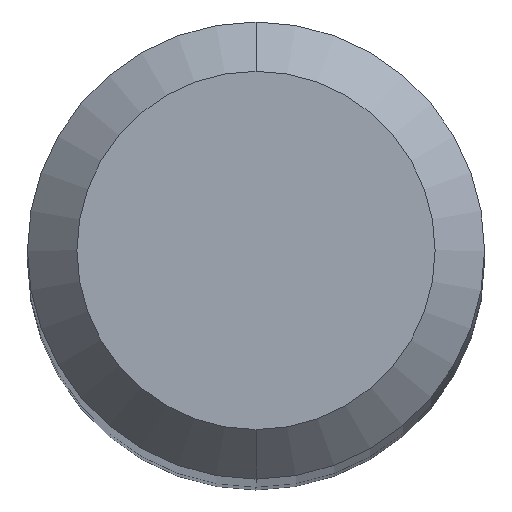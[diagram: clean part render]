
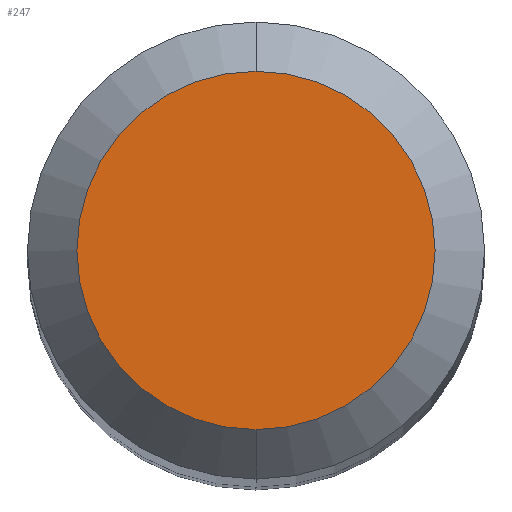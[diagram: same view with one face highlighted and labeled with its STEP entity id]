
A CAD part, top view. The second image highlights one B-rep face of the part: STEP entity #247.
In plain terms, the highlighted planar face has unit normal (0, 0, 1).
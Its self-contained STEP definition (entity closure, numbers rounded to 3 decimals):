
#7 = CARTESIAN_POINT ( 'NONE',  ( 0., 0., 52. ) ) ;
#13 = PLANE ( 'NONE',  #129 ) ;
#33 = DIRECTION ( 'NONE',  ( 0., 0., -1. ) ) ;
#38 = EDGE_CURVE ( 'NONE', #279, #208, #42, .T. ) ;
#41 = CARTESIAN_POINT ( 'NONE',  ( 0., 1.45, 52. ) ) ;
#42 = CIRCLE ( 'NONE', #114, 1.45 ) ;
#54 = DIRECTION ( 'NONE',  ( 0., 0., -1. ) ) ;
#56 = CARTESIAN_POINT ( 'NONE',  ( 0., 0., 52. ) ) ;
#59 = DIRECTION ( 'NONE',  ( 0., 1., 0. ) ) ;
#79 = FACE_OUTER_BOUND ( 'NONE', #210, .T. ) ;
#89 = DIRECTION ( 'NONE',  ( 0., 1., 0. ) ) ;
#114 = AXIS2_PLACEMENT_3D ( 'NONE', #254, #199, #173 ) ;
#129 = AXIS2_PLACEMENT_3D ( 'NONE', #56, #54, #89 ) ;
#158 = CARTESIAN_POINT ( 'NONE',  ( 0., -1.45, 52. ) ) ;
#173 = DIRECTION ( 'NONE',  ( 0., 1., 0. ) ) ;
#177 = ORIENTED_EDGE ( 'NONE', *, *, #38, .F. ) ;
#184 = CIRCLE ( 'NONE', #202, 1.45 ) ;
#199 = DIRECTION ( 'NONE',  ( 0., 0., -1. ) ) ;
#202 = AXIS2_PLACEMENT_3D ( 'NONE', #7, #33, #59 ) ;
#208 = VERTEX_POINT ( 'NONE', #158 ) ;
#210 = EDGE_LOOP ( 'NONE', ( #177, #330 ) ) ;
#247 = ADVANCED_FACE ( 'NONE', ( #79 ), #13, .F. ) ;
#254 = CARTESIAN_POINT ( 'NONE',  ( 0., 0., 52. ) ) ;
#279 = VERTEX_POINT ( 'NONE', #41 ) ;
#330 = ORIENTED_EDGE ( 'NONE', *, *, #331, .F. ) ;
#331 = EDGE_CURVE ( 'NONE', #208, #279, #184, .T. ) ;
